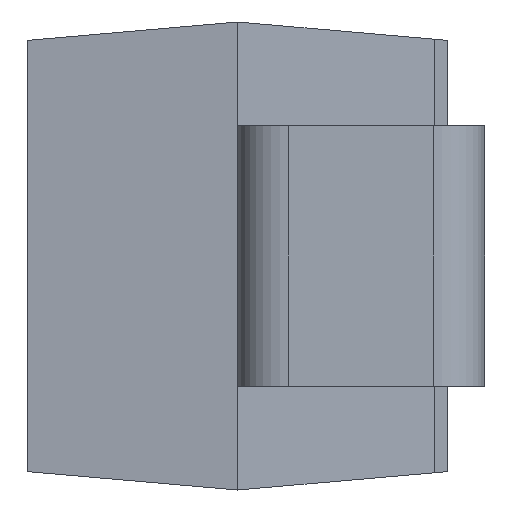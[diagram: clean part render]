
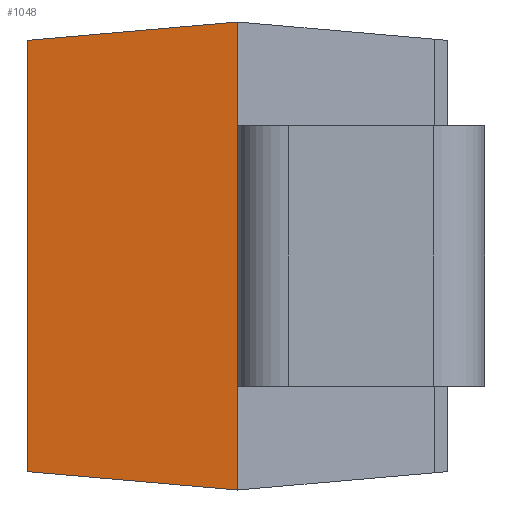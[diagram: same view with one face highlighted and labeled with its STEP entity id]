
A CAD part, left-side view. The second image highlights one B-rep face of the part: STEP entity #1048.
In plain terms, the highlighted planar face has unit normal (-0.996, 0.087, 0).
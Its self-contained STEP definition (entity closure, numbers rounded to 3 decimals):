
#14 = EDGE_CURVE ( 'NONE', #709, #1238, #1214, .T. ) ;
#27 = CARTESIAN_POINT ( 'NONE',  ( -2.165, 1.35, 1.28 ) ) ;
#53 = DIRECTION ( 'NONE',  ( -0.087, -0.992, -0.087 ) ) ;
#57 = AXIS2_PLACEMENT_3D ( 'NONE', #1220, #1471, #354 ) ;
#104 = EDGE_CURVE ( 'NONE', #181, #1108, #1085, .T. ) ;
#132 = EDGE_CURVE ( 'NONE', #1108, #1238, #403, .T. ) ;
#159 = EDGE_CURVE ( 'NONE', #181, #709, #1049, .T. ) ;
#163 = EDGE_LOOP ( 'NONE', ( #1109, #875, #1032, #1394 ) ) ;
#181 = VERTEX_POINT ( 'NONE', #687 ) ;
#187 = CARTESIAN_POINT ( 'NONE',  ( -2.165, 1.35, 1.28 ) ) ;
#226 = PLANE ( 'NONE',  #57 ) ;
#266 = CARTESIAN_POINT ( 'NONE',  ( -2.132, 1.723, 1.247 ) ) ;
#354 = DIRECTION ( 'NONE',  ( -0.087, -0.996, 0. ) ) ;
#403 = LINE ( 'NONE', #187, #485 ) ;
#431 = DIRECTION ( 'NONE',  ( 0., 0., 1. ) ) ;
#461 = FACE_OUTER_BOUND ( 'NONE', #163, .T. ) ;
#485 = VECTOR ( 'NONE', #431, 1000. ) ;
#666 = VECTOR ( 'NONE', #1167, 1000. ) ;
#687 = CARTESIAN_POINT ( 'NONE',  ( -2.064, 2.5, -1.179 ) ) ;
#709 = VERTEX_POINT ( 'NONE', #1432 ) ;
#852 = VECTOR ( 'NONE', #53, 1000. ) ;
#875 = ORIENTED_EDGE ( 'NONE', *, *, #14, .F. ) ;
#890 = VECTOR ( 'NONE', #1136, 1000. ) ;
#1032 = ORIENTED_EDGE ( 'NONE', *, *, #159, .F. ) ;
#1033 = CARTESIAN_POINT ( 'NONE',  ( -2.064, 2.5, 1.28 ) ) ;
#1048 = ADVANCED_FACE ( 'NONE', ( #461 ), #226, .T. ) ;
#1049 = LINE ( 'NONE', #1033, #666 ) ;
#1085 = LINE ( 'NONE', #1521, #852 ) ;
#1108 = VERTEX_POINT ( 'NONE', #1459 ) ;
#1109 = ORIENTED_EDGE ( 'NONE', *, *, #132, .T. ) ;
#1136 = DIRECTION ( 'NONE',  ( -0.087, -0.992, 0.087 ) ) ;
#1167 = DIRECTION ( 'NONE',  ( 0., 0., 1. ) ) ;
#1214 = LINE ( 'NONE', #266, #890 ) ;
#1220 = CARTESIAN_POINT ( 'NONE',  ( -2.165, 1.35, 1.28 ) ) ;
#1238 = VERTEX_POINT ( 'NONE', #27 ) ;
#1394 = ORIENTED_EDGE ( 'NONE', *, *, #104, .T. ) ;
#1432 = CARTESIAN_POINT ( 'NONE',  ( -2.064, 2.5, 1.179 ) ) ;
#1459 = CARTESIAN_POINT ( 'NONE',  ( -2.165, 1.35, -1.28 ) ) ;
#1471 = DIRECTION ( 'NONE',  ( -0.996, 0.087, 0. ) ) ;
#1521 = CARTESIAN_POINT ( 'NONE',  ( -2.146, 1.571, -1.261 ) ) ;
